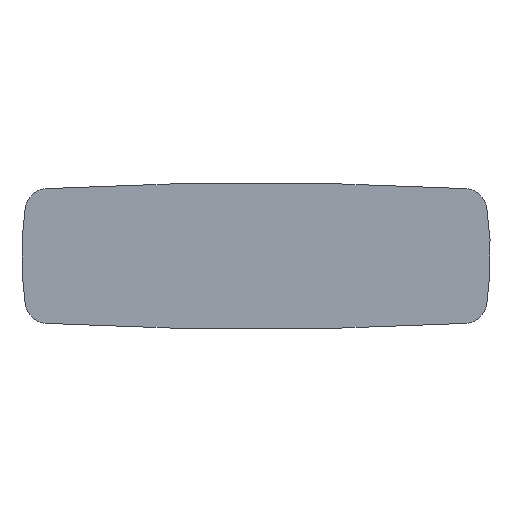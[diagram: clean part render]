
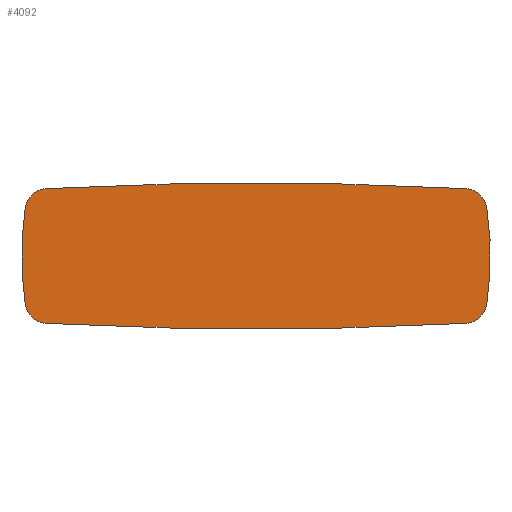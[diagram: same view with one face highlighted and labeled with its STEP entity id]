
A CAD part, front view. The second image highlights one B-rep face of the part: STEP entity #4092.
In plain terms, the highlighted planar face has unit normal (0, -1, 0).
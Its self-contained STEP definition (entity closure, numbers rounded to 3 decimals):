
#3837=CARTESIAN_POINT('',(-568.147,0.,0.));
#3838=DIRECTION('',(0.,1.,0.));
#3839=DIRECTION('',(0.988,0.,0.151));
#3840=AXIS2_PLACEMENT_3D('',#3837,#3838,#3839);
#3842=CARTESIAN_POINT('',(1421.308,0.,-304.759));
#3843=DIRECTION('',(0.,1.,0.));
#3844=DIRECTION('',(0.988,0.,-0.151));
#3845=AXIS2_PLACEMENT_3D('',#3842,#3843,#3844);
#3847=CARTESIAN_POINT('',(0.,0.,25081.25));
#3848=DIRECTION('',(0.,1.,0.));
#3849=DIRECTION('',(0.056,0.,-0.998));
#3850=AXIS2_PLACEMENT_3D('',#3847,#3848,#3849);
#3852=CARTESIAN_POINT('',(-1421.308,0.,-304.759));
#3853=DIRECTION('',(0.,1.,0.));
#3854=DIRECTION('',(-0.056,0.,-0.998));
#3855=AXIS2_PLACEMENT_3D('',#3852,#3853,#3854);
#3857=CARTESIAN_POINT('',(568.147,0.,0.));
#3858=DIRECTION('',(0.,1.,0.));
#3859=DIRECTION('',(-0.988,0.,-0.151));
#3860=AXIS2_PLACEMENT_3D('',#3857,#3858,#3859);
#3862=CARTESIAN_POINT('',(-1421.308,0.,304.759));
#3863=DIRECTION('',(0.,1.,0.));
#3864=DIRECTION('',(-0.988,0.,0.151));
#3865=AXIS2_PLACEMENT_3D('',#3862,#3863,#3864);
#3867=CARTESIAN_POINT('',(0.,0.,-25081.25));
#3868=DIRECTION('',(0.,1.,0.));
#3869=DIRECTION('',(-0.056,0.,0.998));
#3870=AXIS2_PLACEMENT_3D('',#3867,#3868,#3869);
#3872=CARTESIAN_POINT('',(1421.308,0.,304.759));
#3873=DIRECTION('',(0.,1.,0.));
#3874=DIRECTION('',(0.056,0.,0.998));
#3875=AXIS2_PLACEMENT_3D('',#3872,#3873,#3874);
#4021=CARTESIAN_POINT('',(1575.,0.,328.302));
#4022=CARTESIAN_POINT('',(1575.,0.,-328.302));
#4023=VERTEX_POINT('',#4021);
#4024=VERTEX_POINT('',#4022);
#4025=CARTESIAN_POINT('',(1430.,0.,-460.));
#4026=VERTEX_POINT('',#4025);
#4027=CARTESIAN_POINT('',(-1430.,0.,-460.));
#4028=VERTEX_POINT('',#4027);
#4029=CARTESIAN_POINT('',(-1575.,0.,-328.302));
#4030=VERTEX_POINT('',#4029);
#4031=CARTESIAN_POINT('',(-1575.,0.,328.302));
#4032=VERTEX_POINT('',#4031);
#4033=CARTESIAN_POINT('',(-1430.,0.,460.));
#4034=VERTEX_POINT('',#4033);
#4035=CARTESIAN_POINT('',(1430.,0.,460.));
#4036=VERTEX_POINT('',#4035);
#4069=CARTESIAN_POINT('',(0.,0.,0.));
#4070=DIRECTION('',(0.,1.,0.));
#4071=DIRECTION('',(1.,0.,0.));
#4072=AXIS2_PLACEMENT_3D('',#4069,#4070,#4071);
#4073=PLANE('',#4072);
#4075=ORIENTED_EDGE('',*,*,#4074,.T.);
#4077=ORIENTED_EDGE('',*,*,#4076,.T.);
#4079=ORIENTED_EDGE('',*,*,#4078,.T.);
#4081=ORIENTED_EDGE('',*,*,#4080,.T.);
#4083=ORIENTED_EDGE('',*,*,#4082,.T.);
#4085=ORIENTED_EDGE('',*,*,#4084,.T.);
#4087=ORIENTED_EDGE('',*,*,#4086,.T.);
#4089=ORIENTED_EDGE('',*,*,#4088,.T.);
#4090=EDGE_LOOP('',(#4075,#4077,#4079,#4081,#4083,#4085,#4087,#4089));
#4091=FACE_OUTER_BOUND('',#4090,.F.);
#4092=ADVANCED_FACE('',(#4091),#4073,.F.);
#3841=CIRCLE('',#3840,2168.147);
#3846=CIRCLE('',#3845,155.484);
#3851=CIRCLE('',#3850,25581.25);
#3856=CIRCLE('',#3855,155.484);
#3861=CIRCLE('',#3860,2168.147);
#3866=CIRCLE('',#3865,155.484);
#3871=CIRCLE('',#3870,25581.25);
#3876=CIRCLE('',#3875,155.484);
#4074=EDGE_CURVE('',#4023,#4024,#3841,.T.);
#4076=EDGE_CURVE('',#4024,#4026,#3846,.T.);
#4078=EDGE_CURVE('',#4026,#4028,#3851,.T.);
#4080=EDGE_CURVE('',#4028,#4030,#3856,.T.);
#4082=EDGE_CURVE('',#4030,#4032,#3861,.T.);
#4084=EDGE_CURVE('',#4032,#4034,#3866,.T.);
#4086=EDGE_CURVE('',#4034,#4036,#3871,.T.);
#4088=EDGE_CURVE('',#4036,#4023,#3876,.T.);
